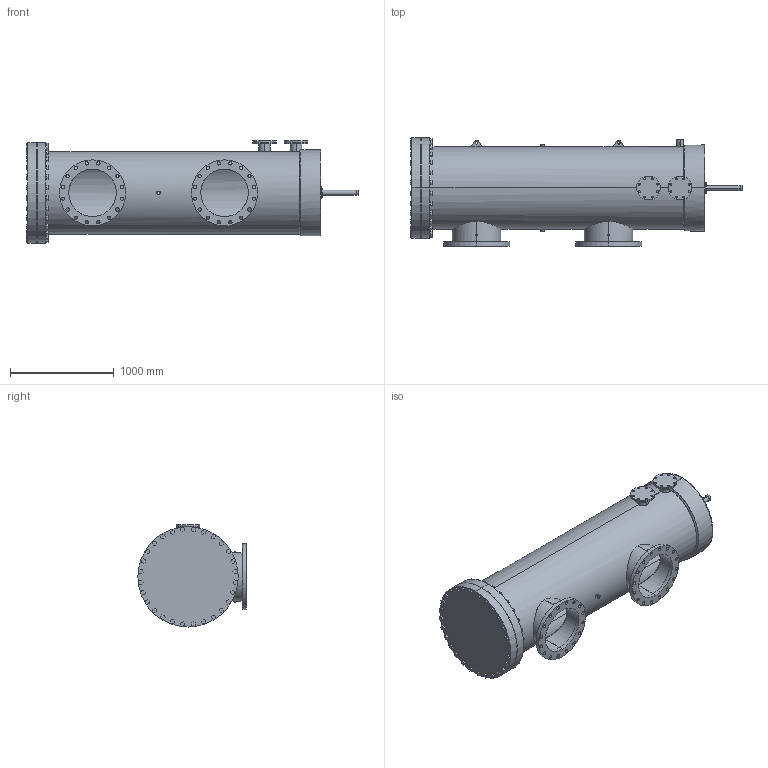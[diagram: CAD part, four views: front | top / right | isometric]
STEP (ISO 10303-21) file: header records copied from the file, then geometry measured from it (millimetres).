
FILE_DESCRIPTION (( 'STEP AP203' ), '1' );
FILE_NAME ('H18-FRP-180.STEP', '2020-09-17T14:09:55', ( '' ), ( '' ), 'SwSTEP 2.0', 'SolidWorks 2018', '' );
FILE_SCHEMA (( 'CONFIG_CONTROL_DESIGN' ));
Length unit declared in the file: inch
Products named in the file (1): H18-FRP-180
Bounding box: 3193.91 x 1041.4 x 981.41 mm (x, y, z)
Volume: 135167767.4 mm3; surface area: 19658805 mm2
Topology: 34 solids, 34 shells, 1058 faces, 2642 edges, 1760 vertices
Faces by surface type: plane 572, cylinder 482, cone 4
Entity records: 35077 total; most frequent: CARTESIAN_POINT 8399, DIRECTION 5576, ORIENTED_EDGE 5284, EDGE_CURVE 2642, AXIS2_PLACEMENT_3D 1971, VERTEX_POINT 1760, LINE 1634, VECTOR 1634
